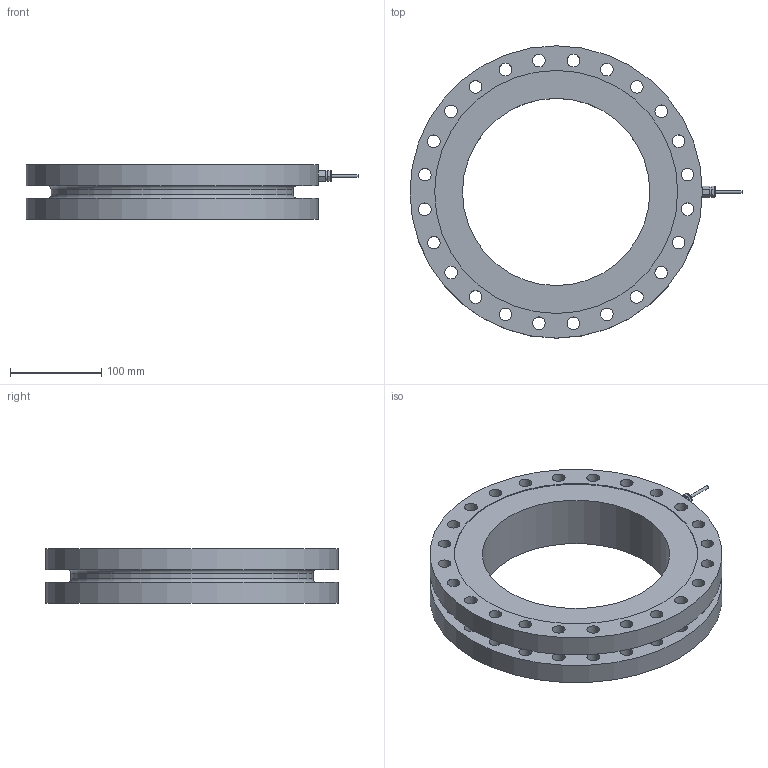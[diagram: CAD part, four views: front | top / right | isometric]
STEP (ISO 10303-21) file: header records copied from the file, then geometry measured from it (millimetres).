
FILE_DESCRIPTION( ( 'Unknown' ), '1' );
FILE_NAME( 'K2698-600kN.stp', 'Unknown', ( 'Unknown' ), ( 'Unknown' ), 'PSStep 17.0.49', 'Unknown', ' ' );
FILE_SCHEMA( ( 'AUTOMOTIVE_DESIGN { 1 0 10303 214 1 1 1 1 }' ) );
Length unit declared in the file: millimetre
Products named in the file (4): Assem1; kabeldurchmesser 3,2_doc-00040959; skindicht-mini m8x1_doc-00046799; 2698-012_DOC-00079015
Assembly tree (3 placements, depth 2):
  Assem1
    kabeldurchmesser 3,2_doc-00040959
    skindicht-mini m8x1_doc-00046799
    2698-012_DOC-00079015
Bounding box: 363.4 x 320 x 60 mm (x, y, z)
Volume: 2287804.3 mm3; surface area: 274425.7 mm2
Topology: 3 solids, 3 shells, 99 faces, 274 edges, 188 vertices
Faces by surface type: cylinder 61, plane 31, torus 4, cone 3
Full cylindrical faces by diameter (mm): 3.2 x2, 8 x1, 13.835 x48, 205 x1, 265 x1, 266 x2, 320 x2
Entity records: 3812 total; most frequent: DIRECTION 538, CARTESIAN_POINT 459, ORIENTED_EDGE 382, EDGE_LOOP 266, AXIS2_PLACEMENT_3D 244, EDGE_CURVE 191, VERTEX_POINT 165, FACE_OUTER_BOUND 158
